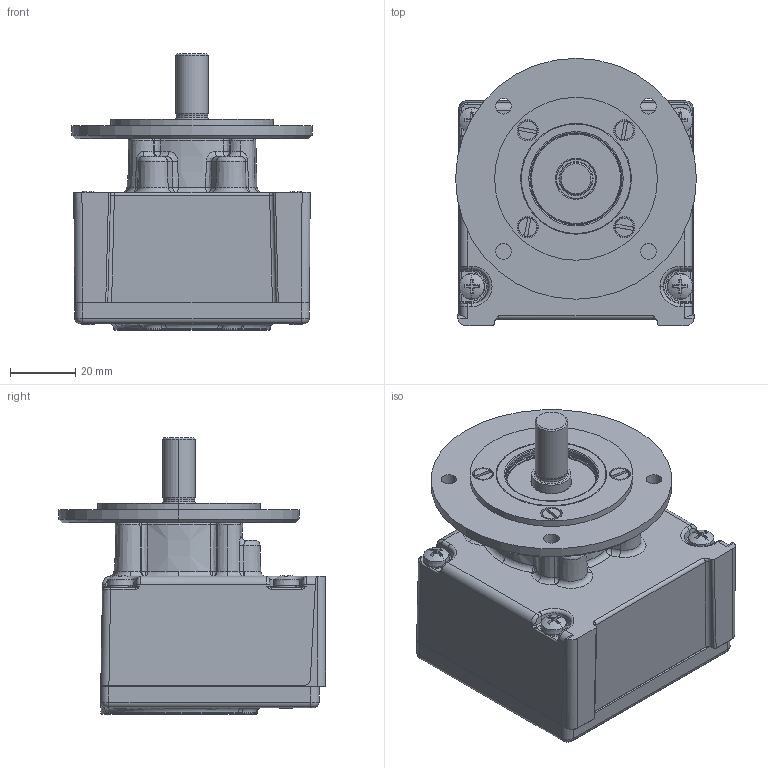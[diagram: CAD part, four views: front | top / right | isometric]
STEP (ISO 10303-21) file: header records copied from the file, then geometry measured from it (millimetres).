
FILE_DESCRIPTION (( 'STEP AP214' ), '1' );
FILE_NAME ('Getriebe_SG80-+-E-200711_ .STEP', '2009-02-27T12:16:03', ( 'Groschopp' ), ( 'Groschopp AG' ), 'SwSTEP 2.0', 'SolidWorks 2007', '' );
FILE_SCHEMA (( 'AUTOMOTIVE_DESIGN' ));
Length unit declared in the file: millimetre
Products named in the file (9): N_128_PDB_1000799; N_84_M 3,5 x 10; N_625t1_6001 - 2Z - C3 - SRL; Linsenshr_________DIN7985-+-N_7985_8.8_ _M 4 x 38; Getriebe_SG80-+-E-200711_ ; Lagerdeckel-+-2217597_ _PDB_2217597; Welle-+-1157442_ _PDB_1157442; Flansch-+-1280740_ _PDB_1280740; Gehäuse-+-1927930_ _PDB_1927930
Assembly tree (18 placements, depth 2):
  Getriebe_SG80-+-E-200711_ 
    N_128_PDB_1000799  x4
    N_84_M 3,5 x 10  x4
    Linsenshr_________DIN7985-+-N_7985_8.8_ _M 4 x 38  x4
    Flansch-+-1280740_ _PDB_1280740
    N_625t1_6001 - 2Z - C3 - SRL  x2
    Lagerdeckel-+-2217597_ _PDB_2217597
    Gehäuse-+-1927930_ _PDB_1927930
    Welle-+-1157442_ _PDB_1157442
Bounding box: 73.96 x 81.98 x 84.8 mm (x, y, z)
Volume: 113301.1 mm3; surface area: 67129.3 mm2
Topology: 20 solids, 20 shells, 1433 faces, 3384 edges, 1968 vertices
Faces by surface type: cylinder 374, bspline 331, torus 262, plane 247, cone 172, sphere 47
Entity records: 44712 total; most frequent: CARTESIAN_POINT 17242, ORIENTED_EDGE 5872, DIRECTION 5590, EDGE_CURVE 2936, AXIS2_PLACEMENT_3D 2435, VERTEX_POINT 1722, CIRCLE 1476, EDGE_LOOP 1350
